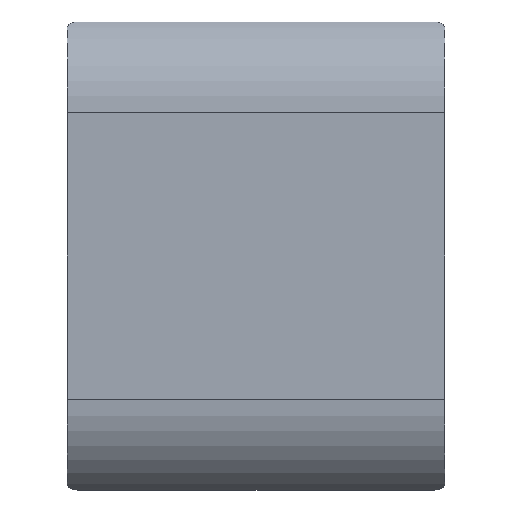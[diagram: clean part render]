
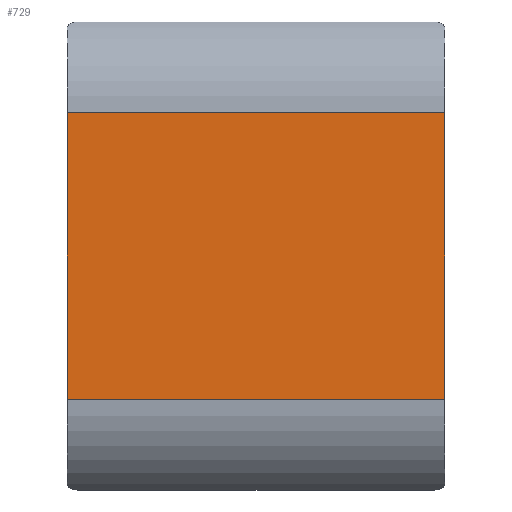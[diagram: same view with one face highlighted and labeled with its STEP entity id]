
A CAD part, front view. The second image highlights one B-rep face of the part: STEP entity #729.
In plain terms, the highlighted planar face has unit normal (0, -1, 0).
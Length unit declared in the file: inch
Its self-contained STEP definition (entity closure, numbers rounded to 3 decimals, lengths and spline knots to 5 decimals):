
#25 = VERTEX_POINT ( 'NONE', #210 ) ;
#86 = VERTEX_POINT ( 'NONE', #926 ) ;
#101 = CARTESIAN_POINT ( 'NONE',  ( 0.25, -0.016, 0.095 ) ) ;
#179 = EDGE_CURVE ( 'NONE', #328, #724, #286, .T. ) ;
#195 = PLANE ( 'NONE',  #882 ) ;
#210 = CARTESIAN_POINT ( 'NONE',  ( 0.25, -0.016, 0.095 ) ) ;
#244 = CARTESIAN_POINT ( 'NONE',  ( 0., -0.016, -0.095 ) ) ;
#253 = DIRECTION ( 'NONE',  ( 0., 1., 0. ) ) ;
#265 = ORIENTED_EDGE ( 'NONE', *, *, #437, .F. ) ;
#286 = LINE ( 'NONE', #291, #683 ) ;
#291 = CARTESIAN_POINT ( 'NONE',  ( 0., -0.016, -0.095 ) ) ;
#308 = DIRECTION ( 'NONE',  ( 0., 0., -1. ) ) ;
#328 = VERTEX_POINT ( 'NONE', #590 ) ;
#384 = ORIENTED_EDGE ( 'NONE', *, *, #733, .F. ) ;
#437 = EDGE_CURVE ( 'NONE', #86, #724, #1151, .T. ) ;
#478 = EDGE_LOOP ( 'NONE', ( #659, #265, #384, #722 ) ) ;
#581 = DIRECTION ( 'NONE',  ( 0., 0., -1. ) ) ;
#590 = CARTESIAN_POINT ( 'NONE',  ( 0., -0.016, 0.095 ) ) ;
#652 = DIRECTION ( 'NONE',  ( -1., 0., 0. ) ) ;
#659 = ORIENTED_EDGE ( 'NONE', *, *, #179, .T. ) ;
#683 = VECTOR ( 'NONE', #308, 39.37008 ) ;
#722 = ORIENTED_EDGE ( 'NONE', *, *, #1089, .T. ) ;
#724 = VERTEX_POINT ( 'NONE', #244 ) ;
#729 = ADVANCED_FACE ( 'NONE', ( #1058 ), #195, .F. ) ;
#733 = EDGE_CURVE ( 'NONE', #25, #86, #1047, .T. ) ;
#783 = CARTESIAN_POINT ( 'NONE',  ( 0.25, -0.016, -0.095 ) ) ;
#835 = CARTESIAN_POINT ( 'NONE',  ( 0.25, -0.016, -0.095 ) ) ;
#882 = AXIS2_PLACEMENT_3D ( 'NONE', #835, #253, #888 ) ;
#888 = DIRECTION ( 'NONE',  ( 0., 0., 1. ) ) ;
#925 = VECTOR ( 'NONE', #652, 39.37008 ) ;
#926 = CARTESIAN_POINT ( 'NONE',  ( 0.25, -0.016, -0.095 ) ) ;
#940 = LINE ( 'NONE', #101, #925 ) ;
#1007 = DIRECTION ( 'NONE',  ( -1., 0., 0. ) ) ;
#1047 = LINE ( 'NONE', #1088, #1051 ) ;
#1051 = VECTOR ( 'NONE', #581, 39.37008 ) ;
#1058 = FACE_OUTER_BOUND ( 'NONE', #478, .T. ) ;
#1088 = CARTESIAN_POINT ( 'NONE',  ( 0.25, -0.016, -0.095 ) ) ;
#1089 = EDGE_CURVE ( 'NONE', #25, #328, #940, .T. ) ;
#1150 = VECTOR ( 'NONE', #1007, 39.37008 ) ;
#1151 = LINE ( 'NONE', #783, #1150 ) ;
